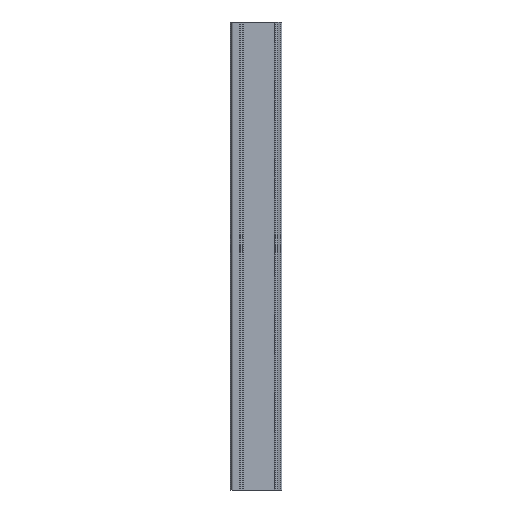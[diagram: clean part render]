
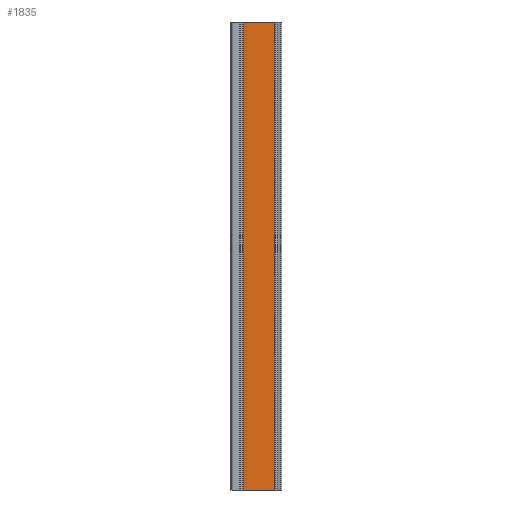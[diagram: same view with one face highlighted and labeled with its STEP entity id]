
A CAD part, left-side view. The second image highlights one B-rep face of the part: STEP entity #1835.
In plain terms, the highlighted planar face has unit normal (-1, 0, 0).
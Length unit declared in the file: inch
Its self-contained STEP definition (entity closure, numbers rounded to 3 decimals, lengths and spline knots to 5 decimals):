
#34 = EDGE_CURVE ( 'NONE', #276, #1841, #3015, .T. ) ;
#72 = CARTESIAN_POINT ( 'NONE',  ( 0.34886, 0.01181, -5.90551 ) ) ;
#104 = VECTOR ( 'NONE', #161, 39.37008 ) ;
#127 = ORIENTED_EDGE ( 'NONE', *, *, #34, .F. ) ;
#161 = DIRECTION ( 'NONE',  ( 0., -1., 0. ) ) ;
#204 = ORIENTED_EDGE ( 'NONE', *, *, #852, .T. ) ;
#276 = VERTEX_POINT ( 'NONE', #2720 ) ;
#420 = CARTESIAN_POINT ( 'NONE',  ( 0.34886, 0.01181, 5.90551 ) ) ;
#467 = PLANE ( 'NONE',  #1384 ) ;
#635 = VERTEX_POINT ( 'NONE', #1458 ) ;
#648 = DIRECTION ( 'NONE',  ( 0., 0., 1. ) ) ;
#689 = VECTOR ( 'NONE', #2759, 39.37008 ) ;
#852 = EDGE_CURVE ( 'NONE', #1172, #1841, #3039, .T. ) ;
#948 = FACE_OUTER_BOUND ( 'NONE', #2628, .T. ) ;
#1016 = VECTOR ( 'NONE', #2635, 39.37008 ) ;
#1155 = VECTOR ( 'NONE', #1541, 39.37008 ) ;
#1172 = VERTEX_POINT ( 'NONE', #2421 ) ;
#1186 = DIRECTION ( 'NONE',  ( -1., 0., 0. ) ) ;
#1384 = AXIS2_PLACEMENT_3D ( 'NONE', #1388, #1186, #648 ) ;
#1388 = CARTESIAN_POINT ( 'NONE',  ( 0.34886, 0.79445, -5.90551 ) ) ;
#1458 = CARTESIAN_POINT ( 'NONE',  ( 0.34886, 0.79445, -5.90551 ) ) ;
#1541 = DIRECTION ( 'NONE',  ( 0., 0., 1. ) ) ;
#1613 = LINE ( 'NONE', #1801, #104 ) ;
#1662 = CARTESIAN_POINT ( 'NONE',  ( 0.34886, 0.79445, -5.90551 ) ) ;
#1663 = EDGE_CURVE ( 'NONE', #635, #1172, #1613, .T. ) ;
#1801 = CARTESIAN_POINT ( 'NONE',  ( 0.34886, 0., -5.90551 ) ) ;
#1835 = ADVANCED_FACE ( 'NONE', ( #948 ), #467, .T. ) ;
#1841 = VERTEX_POINT ( 'NONE', #420 ) ;
#2289 = CARTESIAN_POINT ( 'NONE',  ( 0.34886, 0., 5.90551 ) ) ;
#2421 = CARTESIAN_POINT ( 'NONE',  ( 0.34886, 0.01181, -5.90551 ) ) ;
#2559 = ORIENTED_EDGE ( 'NONE', *, *, #1663, .T. ) ;
#2628 = EDGE_LOOP ( 'NONE', ( #2671, #2559, #204, #127 ) ) ;
#2635 = DIRECTION ( 'NONE',  ( 0., 0., -1. ) ) ;
#2671 = ORIENTED_EDGE ( 'NONE', *, *, #2842, .T. ) ;
#2720 = CARTESIAN_POINT ( 'NONE',  ( 0.34886, 0.79445, 5.90551 ) ) ;
#2759 = DIRECTION ( 'NONE',  ( 0., -1., 0. ) ) ;
#2837 = LINE ( 'NONE', #1662, #1016 ) ;
#2842 = EDGE_CURVE ( 'NONE', #276, #635, #2837, .T. ) ;
#3015 = LINE ( 'NONE', #2289, #689 ) ;
#3039 = LINE ( 'NONE', #72, #1155 ) ;
